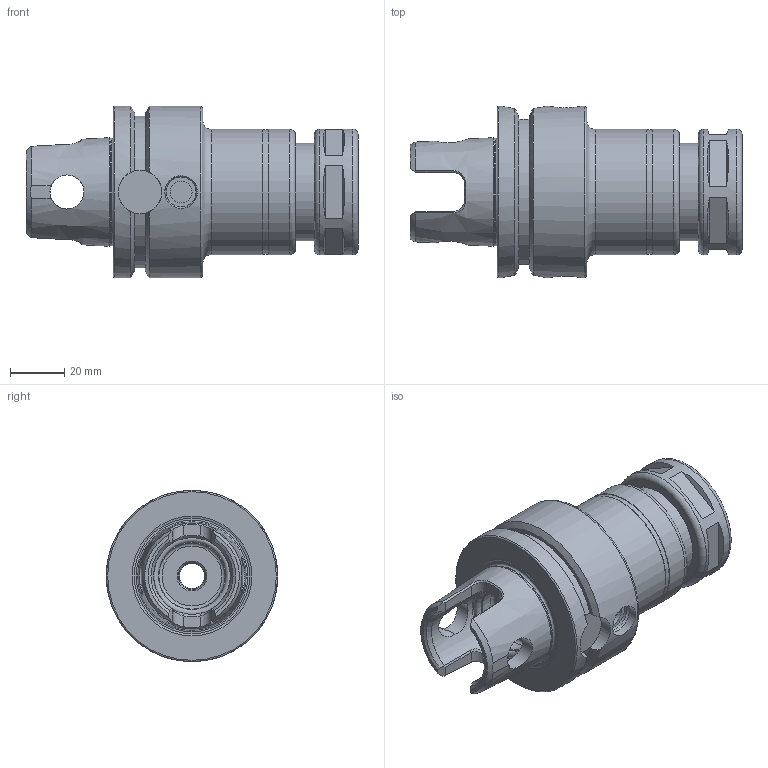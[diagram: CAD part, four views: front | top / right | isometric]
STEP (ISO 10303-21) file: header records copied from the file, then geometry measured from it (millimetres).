
FILE_DESCRIPTION((''),'2;1');
FILE_NAME('126010222090-3D.stp','2020-07-23T13:34:55',('nttooll'),(''),'Autodesk Inventor 2012','Autodesk Inventor 2012','');
FILE_SCHEMA(('AUTOMOTIVE_DESIGN { 1 0 10303 214 1 1 1 1 }'));
Length unit declared in the file: millimetre
Products named in the file (1): 126010222090-3D
Bounding box: 122 x 63 x 63 mm (x, y, z)
Volume: 161394.3 mm3; surface area: 35694.3 mm2
Topology: 1 solids, 1 shells, 146 faces, 337 edges, 212 vertices
Faces by surface type: plane 58, cylinder 37, cone 22, bspline 20, torus 9
Full cylindrical faces by diameter (mm): 8 x2, 9.2 x1, 10 x1, 11 x2, 12 x2, 12.5 x2, 16 x2, 22.5 x1, 24 x1, 24.4 x1, 28 x1, 28.2 x1, 30 x1, 30.4 x1, 32.5 x1, 36 x2, 39.4 x1, 45.6 x1, 46 x2, 46.3 x1, 63 x2
Entity records: 4466 total; most frequent: CARTESIAN_POINT 1645, ORIENTED_EDGE 540, DIRECTION 506, EDGE_CURVE 270, AXIS2_PLACEMENT_3D 229, EDGE_LOOP 224, VERTEX_POINT 198, FACE_OUTER_BOUND 146
